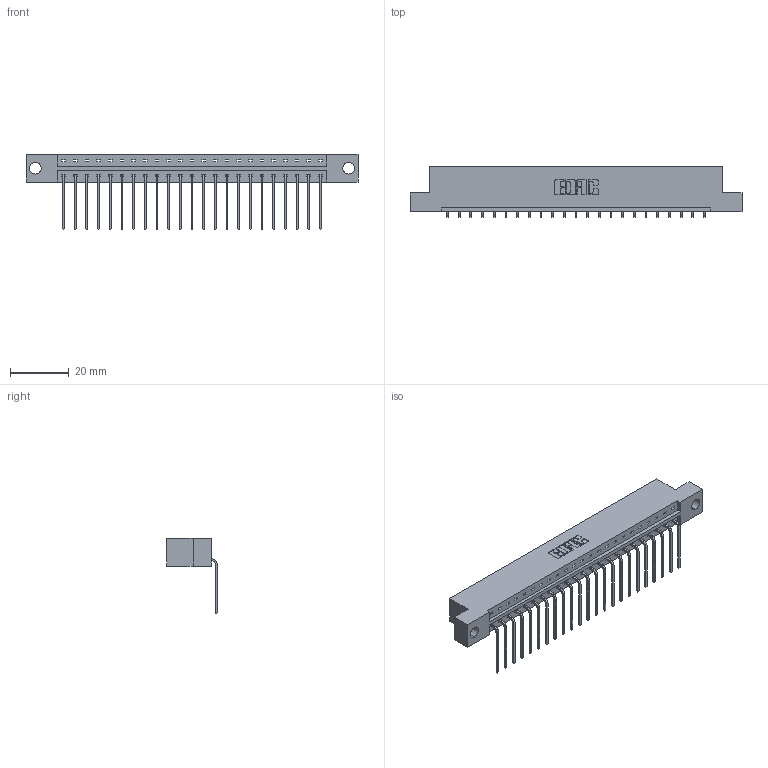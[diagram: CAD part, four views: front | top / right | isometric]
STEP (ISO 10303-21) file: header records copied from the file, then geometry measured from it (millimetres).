
FILE_DESCRIPTION (( 'STEP AP203' ), '1' );
FILE_NAME ('833-023-559-104.STEP', '2020-06-01T19:46:38', ( '' ), ( '' ), 'SwSTEP 2.0', 'SolidWorks 2020', '' );
FILE_SCHEMA (( 'CONFIG_CONTROL_DESIGN' ));
Length unit declared in the file: inch
Products named in the file (3): 833 Part_Flush - .156 Dia - TH; 345-292-001_558 559 Tail - 1; 833-023-559-104
Assembly tree (24 placements, depth 2):
  833-023-559-104
    833 Part_Flush - .156 Dia - TH
    345-292-001_558 559 Tail - 1  x23
Bounding box: 112.67 x 17.09 x 25.53 mm (x, y, z)
Volume: 11163.6 mm3; surface area: 12219.7 mm2
Topology: 24 solids, 24 shells, 1494 faces, 4497 edges, 2966 vertices
Faces by surface type: plane 1082, cylinder 412
Entity records: 16605 total; most frequent: CARTESIAN_POINT 2875, ORIENTED_EDGE 2834, DIRECTION 2463, EDGE_CURVE 1417, VECTOR 1289, LINE 1289, VERTEX_POINT 942, AXIS2_PLACEMENT_3D 587
